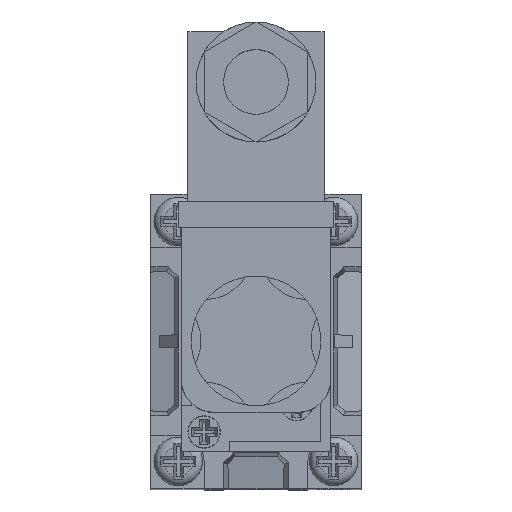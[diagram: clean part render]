
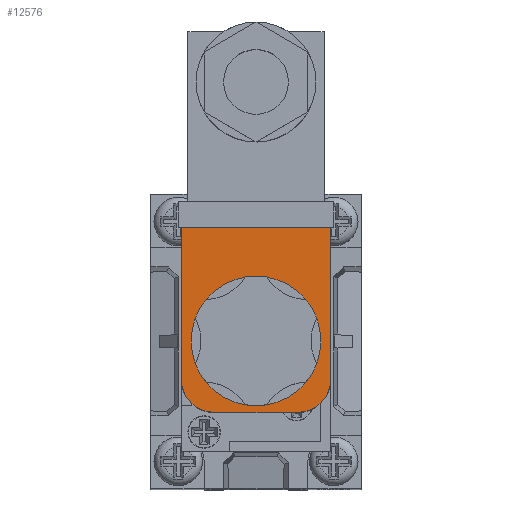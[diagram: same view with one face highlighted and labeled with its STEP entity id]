
A CAD part, top view. The second image highlights one B-rep face of the part: STEP entity #12576.
In plain terms, the highlighted planar face has unit normal (0, 0, 1).
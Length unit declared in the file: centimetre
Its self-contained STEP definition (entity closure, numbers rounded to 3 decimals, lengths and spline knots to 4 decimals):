
#229=PLANE($,#13382);
#810=LINE($,#18239,#2124);
#811=LINE($,#18241,#2125);
#812=LINE($,#18243,#2126);
#813=LINE($,#18247,#2127);
#2124=VECTOR($,#14618,2.35);
#2125=VECTOR($,#14619,2.3);
#2126=VECTOR($,#14620,2.35);
#2127=VECTOR($,#14623,1.3);
#3423=FACE_BOUND($,#4395,.T.);
#3635=FACE_OUTER_BOUND($,#4394,.T.);
#4394=EDGE_LOOP($,(#8843,#8844,#8845,#8846,#8847,#8848));
#4395=EDGE_LOOP($,(#8849));
#5331=CIRCLE($,#13341,1.);
#5359=CIRCLE($,#13383,0.5);
#5360=CIRCLE($,#13384,0.5);
#5699=VERTEX_POINT($,#18133);
#5743=VERTEX_POINT($,#18237);
#5744=VERTEX_POINT($,#18238);
#5745=VERTEX_POINT($,#18240);
#5746=VERTEX_POINT($,#18242);
#5747=VERTEX_POINT($,#18244);
#5748=VERTEX_POINT($,#18246);
#6971=EDGE_CURVE($,#5699,#5699,#5331,.T.);
#7017=EDGE_CURVE($,#5743,#5744,#810,.T.);
#7018=EDGE_CURVE($,#5744,#5745,#811,.T.);
#7019=EDGE_CURVE($,#5745,#5746,#812,.T.);
#7020=EDGE_CURVE($,#5746,#5747,#5359,.T.);
#7021=EDGE_CURVE($,#5747,#5748,#813,.T.);
#7022=EDGE_CURVE($,#5748,#5743,#5360,.T.);
#8843=ORIENTED_EDGE($,*,*,#7017,.T.);
#8844=ORIENTED_EDGE($,*,*,#7018,.T.);
#8845=ORIENTED_EDGE($,*,*,#7019,.T.);
#8846=ORIENTED_EDGE($,*,*,#7020,.T.);
#8847=ORIENTED_EDGE($,*,*,#7021,.T.);
#8848=ORIENTED_EDGE($,*,*,#7022,.T.);
#8849=ORIENTED_EDGE($,*,*,#6971,.T.);
#12576=ADVANCED_FACE($,(#3635,#3423),#229,.T.);
#13341=AXIS2_PLACEMENT_3D($,#18134,#14516,#14517);
#13382=AXIS2_PLACEMENT_3D($,#18236,#14616,#14617);
#13383=AXIS2_PLACEMENT_3D($,#18245,#14621,#14622);
#13384=AXIS2_PLACEMENT_3D($,#18248,#14624,#14625);
#14516=DIRECTION('center_axis',(0.,0.,
-1.));
#14517=DIRECTION('ref_axis',(-1.,0.,0.));
#14616=DIRECTION('center_axis',(0.,0.,
1.));
#14617=DIRECTION('ref_axis',(1.,0.,0.));
#14618=DIRECTION($,(0.,1.,0.));
#14619=DIRECTION($,(-1.,0.,0.));
#14620=DIRECTION($,(0.,-1.,0.));
#14621=DIRECTION('center_axis',(0.,0.,
1.));
#14622=DIRECTION('ref_axis',(1.,0.,0.));
#14623=DIRECTION($,(1.,0.,0.));
#14624=DIRECTION('center_axis',(0.,0.,
1.));
#14625=DIRECTION('ref_axis',(-1.,0.,0.));
#18133=CARTESIAN_POINT('',(-1.3449,0.1468,9.445));
#18134=CARTESIAN_POINT('Origin',(-0.3449,0.1468,9.445));
#18236=CARTESIAN_POINT('Origin',(-0.9949,-0.4532,
9.445));
#18237=CARTESIAN_POINT('',(0.8051,-0.4532,9.445));
#18238=CARTESIAN_POINT('',(0.8051,1.8968,9.445));
#18239=CARTESIAN_POINT($,(0.8051,-0.4532,9.445));
#18240=CARTESIAN_POINT('',(-1.4949,1.8968,9.445));
#18241=CARTESIAN_POINT($,(-1.4949,1.8968,9.445));
#18242=CARTESIAN_POINT('',(-1.4949,-0.4532,9.445));
#18243=CARTESIAN_POINT($,(-1.4949,-0.4532,9.445));
#18244=CARTESIAN_POINT('',(-0.9949,-0.9532,9.445));
#18245=CARTESIAN_POINT('Origin',(-0.9949,-0.4532,
9.445));
#18246=CARTESIAN_POINT('',(0.3051,-0.9532,9.445));
#18247=CARTESIAN_POINT($,(-0.9949,-0.9532,9.445));
#18248=CARTESIAN_POINT('Origin',(0.3051,-0.4532,9.445));
